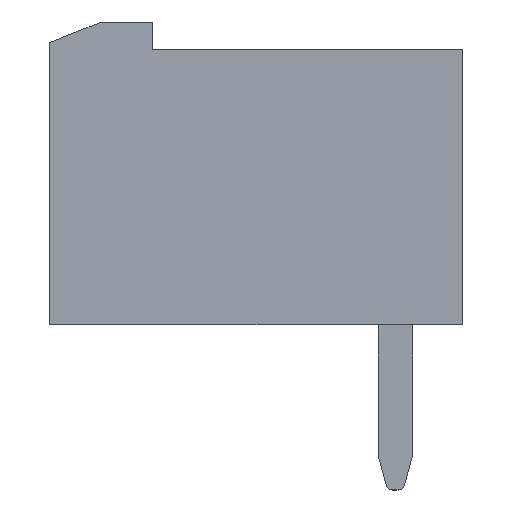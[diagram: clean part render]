
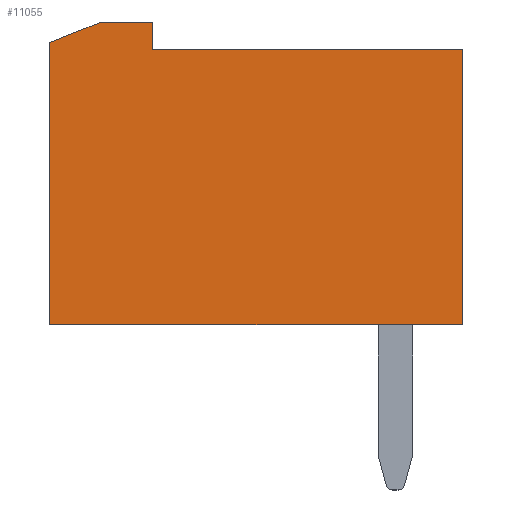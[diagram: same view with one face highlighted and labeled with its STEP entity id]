
A CAD part, left-side view. The second image highlights one B-rep face of the part: STEP entity #11055.
In plain terms, the highlighted planar face has unit normal (-1, 0, 0).
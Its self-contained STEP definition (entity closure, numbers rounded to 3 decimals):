
#630 = FACE_OUTER_BOUND ( 'NONE', #1514, .T. ) ;
#690 = VECTOR ( 'NONE', #823, 1000. ) ;
#700 = LINE ( 'NONE', #860, #690 ) ;
#759 = CARTESIAN_POINT ( 'NONE',  ( -0.705, 0., 0. ) ) ;
#771 = PLANE ( 'NONE',  #4396 ) ;
#823 = DIRECTION ( 'NONE',  ( 0., 1., 0. ) ) ;
#860 = CARTESIAN_POINT ( 'NONE',  ( -0.705, 9.01, 0.8 ) ) ;
#1052 = VECTOR ( 'NONE', #2882, 1000. ) ;
#1156 = VERTEX_POINT ( 'NONE', #6089 ) ;
#1186 = EDGE_CURVE ( 'NONE', #5411, #7424, #4504, .T. ) ;
#1514 = EDGE_LOOP ( 'NONE', ( #3073, #3258, #6382, #1676, #9128, #9547, #10186 ) ) ;
#1563 = VERTEX_POINT ( 'NONE', #4544 ) ;
#1676 = ORIENTED_EDGE ( 'NONE', *, *, #10622, .T. ) ;
#2221 = VECTOR ( 'NONE', #6883, 1000. ) ;
#2360 = VECTOR ( 'NONE', #4519, 1000. ) ;
#2464 = EDGE_CURVE ( 'NONE', #7424, #9490, #700, .T. ) ;
#2695 = LINE ( 'NONE', #3013, #7673 ) ;
#2882 = DIRECTION ( 'NONE',  ( 0., 0., -1. ) ) ;
#2914 = DIRECTION ( 'NONE',  ( 0., -1., 0. ) ) ;
#2962 = EDGE_CURVE ( 'NONE', #6090, #4829, #5153, .T. ) ;
#3013 = CARTESIAN_POINT ( 'NONE',  ( -0.705, 12., -8. ) ) ;
#3073 = ORIENTED_EDGE ( 'NONE', *, *, #11166, .T. ) ;
#3258 = ORIENTED_EDGE ( 'NONE', *, *, #4511, .T. ) ;
#3480 = LINE ( 'NONE', #5557, #1052 ) ;
#3525 = DIRECTION ( 'NONE',  ( -1., 0., 0. ) ) ;
#3796 = CARTESIAN_POINT ( 'NONE',  ( -0.705, 0., -8. ) ) ;
#4396 = AXIS2_PLACEMENT_3D ( 'NONE', #8956, #3525, #9825 ) ;
#4429 = VECTOR ( 'NONE', #5938, 1000. ) ;
#4504 = LINE ( 'NONE', #6014, #4429 ) ;
#4511 = EDGE_CURVE ( 'NONE', #1156, #6090, #2695, .T. ) ;
#4519 = DIRECTION ( 'NONE',  ( 0., 0.928, -0.371 ) ) ;
#4544 = CARTESIAN_POINT ( 'NONE',  ( -0.705, 12., 0.2 ) ) ;
#4829 = VERTEX_POINT ( 'NONE', #759 ) ;
#5153 = LINE ( 'NONE', #11007, #10619 ) ;
#5383 = CARTESIAN_POINT ( 'NONE',  ( -0.705, 10.5, 0.8 ) ) ;
#5411 = VERTEX_POINT ( 'NONE', #6662 ) ;
#5557 = CARTESIAN_POINT ( 'NONE',  ( -0.705, 12., 0.2 ) ) ;
#5938 = DIRECTION ( 'NONE',  ( 0., 0., 1. ) ) ;
#6014 = CARTESIAN_POINT ( 'NONE',  ( -0.705, 9.01, 0. ) ) ;
#6089 = CARTESIAN_POINT ( 'NONE',  ( -0.705, 12., -8. ) ) ;
#6090 = VERTEX_POINT ( 'NONE', #3796 ) ;
#6382 = ORIENTED_EDGE ( 'NONE', *, *, #2962, .T. ) ;
#6662 = CARTESIAN_POINT ( 'NONE',  ( -0.705, 9.01, 0. ) ) ;
#6883 = DIRECTION ( 'NONE',  ( 0., 1., 0. ) ) ;
#7030 = LINE ( 'NONE', #9610, #2221 ) ;
#7424 = VERTEX_POINT ( 'NONE', #10444 ) ;
#7673 = VECTOR ( 'NONE', #2914, 1000. ) ;
#7860 = CARTESIAN_POINT ( 'NONE',  ( -0.705, 10.5, 0.8 ) ) ;
#8956 = CARTESIAN_POINT ( 'NONE',  ( -0.705, 0., 0. ) ) ;
#9128 = ORIENTED_EDGE ( 'NONE', *, *, #1186, .T. ) ;
#9490 = VERTEX_POINT ( 'NONE', #7860 ) ;
#9547 = ORIENTED_EDGE ( 'NONE', *, *, #2464, .T. ) ;
#9610 = CARTESIAN_POINT ( 'NONE',  ( -0.705, 0., 0. ) ) ;
#9825 = DIRECTION ( 'NONE',  ( 0., 0., 1. ) ) ;
#10186 = ORIENTED_EDGE ( 'NONE', *, *, #10353, .T. ) ;
#10353 = EDGE_CURVE ( 'NONE', #9490, #1563, #11303, .T. ) ;
#10444 = CARTESIAN_POINT ( 'NONE',  ( -0.705, 9.01, 0.8 ) ) ;
#10619 = VECTOR ( 'NONE', #10749, 1000. ) ;
#10622 = EDGE_CURVE ( 'NONE', #4829, #5411, #7030, .T. ) ;
#10749 = DIRECTION ( 'NONE',  ( 0., 0., 1. ) ) ;
#11007 = CARTESIAN_POINT ( 'NONE',  ( -0.705, 0., -8. ) ) ;
#11055 = ADVANCED_FACE ( 'NONE', ( #630 ), #771, .T. ) ;
#11166 = EDGE_CURVE ( 'NONE', #1563, #1156, #3480, .T. ) ;
#11303 = LINE ( 'NONE', #5383, #2360 ) ;
